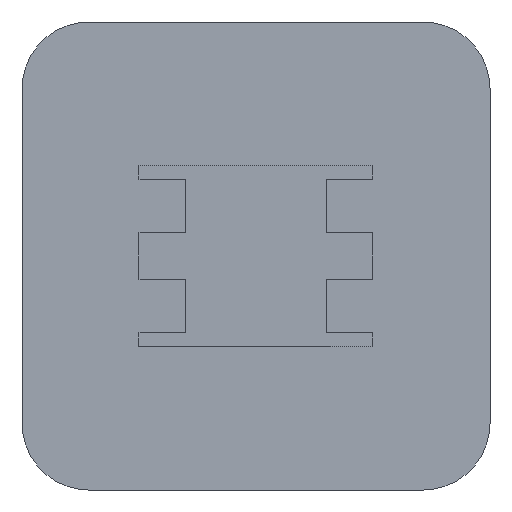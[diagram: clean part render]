
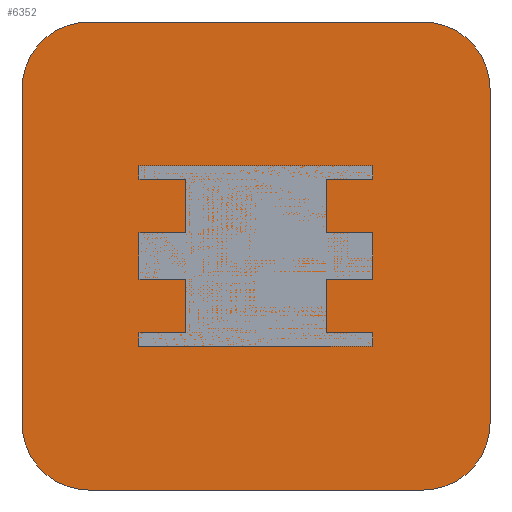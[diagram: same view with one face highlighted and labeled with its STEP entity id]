
A CAD part, front view. The second image highlights one B-rep face of the part: STEP entity #6352.
In plain terms, the highlighted planar face has unit normal (0, -1, 0).
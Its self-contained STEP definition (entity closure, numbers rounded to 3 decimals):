
#6218 = EDGE_CURVE('',#6219,#6221,#6223,.T.);
#6219 = VERTEX_POINT('',#6220);
#6220 = CARTESIAN_POINT('',(-17.5,0.,-38.5));
#6221 = VERTEX_POINT('',#6222);
#6222 = CARTESIAN_POINT('',(-17.5,0.,11.5));
#6223 = LINE('',#6224,#6225);
#6224 = CARTESIAN_POINT('',(-17.5,0.,-48.5));
#6225 = VECTOR('',#6226,1.);
#6226 = DIRECTION('',(0.,0.,1.));
#6325 = EDGE_CURVE('',#6326,#6328,#6330,.T.);
#6326 = VERTEX_POINT('',#6327);
#6327 = CARTESIAN_POINT('',(52.5,0.,-38.5));
#6328 = VERTEX_POINT('',#6329);
#6329 = CARTESIAN_POINT('',(52.5,0.,11.5));
#6330 = LINE('',#6331,#6332);
#6331 = CARTESIAN_POINT('',(52.5,0.,-48.5));
#6332 = VECTOR('',#6333,1.);
#6333 = DIRECTION('',(0.,0.,1.));
#6352 = ADVANCED_FACE('',(#6353),#6405,.T.);
#6353 = FACE_BOUND('',#6354,.T.);
#6354 = EDGE_LOOP('',(#6355,#6365,#6372,#6373,#6382,#6390,#6397,#6398));
#6355 = ORIENTED_EDGE('',*,*,#6356,.F.);
#6356 = EDGE_CURVE('',#6357,#6359,#6361,.T.);
#6357 = VERTEX_POINT('',#6358);
#6358 = CARTESIAN_POINT('',(-7.5,0.,21.5));
#6359 = VERTEX_POINT('',#6360);
#6360 = CARTESIAN_POINT('',(42.5,0.,21.5));
#6361 = LINE('',#6362,#6363);
#6362 = CARTESIAN_POINT('',(-17.5,0.,21.5));
#6363 = VECTOR('',#6364,1.);
#6364 = DIRECTION('',(1.,0.,0.));
#6365 = ORIENTED_EDGE('',*,*,#6366,.T.);
#6366 = EDGE_CURVE('',#6357,#6221,#6367,.T.);
#6367 = CIRCLE('',#6368,10.);
#6368 = AXIS2_PLACEMENT_3D('',#6369,#6370,#6371);
#6369 = CARTESIAN_POINT('',(-7.5,0.,11.5));
#6370 = DIRECTION('',(0.,-1.,0.));
#6371 = DIRECTION('',(0.,0.,-1.));
#6372 = ORIENTED_EDGE('',*,*,#6218,.F.);
#6373 = ORIENTED_EDGE('',*,*,#6374,.T.);
#6374 = EDGE_CURVE('',#6219,#6375,#6377,.T.);
#6375 = VERTEX_POINT('',#6376);
#6376 = CARTESIAN_POINT('',(-7.5,0.,-48.5));
#6377 = CIRCLE('',#6378,10.);
#6378 = AXIS2_PLACEMENT_3D('',#6379,#6380,#6381);
#6379 = CARTESIAN_POINT('',(-7.5,0.,-38.5));
#6380 = DIRECTION('',(0.,-1.,0.));
#6381 = DIRECTION('',(0.,0.,-1.));
#6382 = ORIENTED_EDGE('',*,*,#6383,.T.);
#6383 = EDGE_CURVE('',#6375,#6384,#6386,.T.);
#6384 = VERTEX_POINT('',#6385);
#6385 = CARTESIAN_POINT('',(42.5,0.,-48.5));
#6386 = LINE('',#6387,#6388);
#6387 = CARTESIAN_POINT('',(-17.5,0.,-48.5));
#6388 = VECTOR('',#6389,1.);
#6389 = DIRECTION('',(1.,0.,0.));
#6390 = ORIENTED_EDGE('',*,*,#6391,.T.);
#6391 = EDGE_CURVE('',#6384,#6326,#6392,.T.);
#6392 = CIRCLE('',#6393,10.);
#6393 = AXIS2_PLACEMENT_3D('',#6394,#6395,#6396);
#6394 = CARTESIAN_POINT('',(42.5,0.,-38.5));
#6395 = DIRECTION('',(0.,-1.,0.));
#6396 = DIRECTION('',(0.,0.,-1.));
#6397 = ORIENTED_EDGE('',*,*,#6325,.T.);
#6398 = ORIENTED_EDGE('',*,*,#6399,.T.);
#6399 = EDGE_CURVE('',#6328,#6359,#6400,.T.);
#6400 = CIRCLE('',#6401,10.);
#6401 = AXIS2_PLACEMENT_3D('',#6402,#6403,#6404);
#6402 = CARTESIAN_POINT('',(42.5,0.,11.5));
#6403 = DIRECTION('',(0.,-1.,0.));
#6404 = DIRECTION('',(0.,0.,-1.));
#6405 = PLANE('',#6406);
#6406 = AXIS2_PLACEMENT_3D('',#6407,#6408,#6409);
#6407 = CARTESIAN_POINT('',(-17.5,0.,-48.5));
#6408 = DIRECTION('',(0.,-1.,0.));
#6409 = DIRECTION('',(0.,-0.,-1.));
